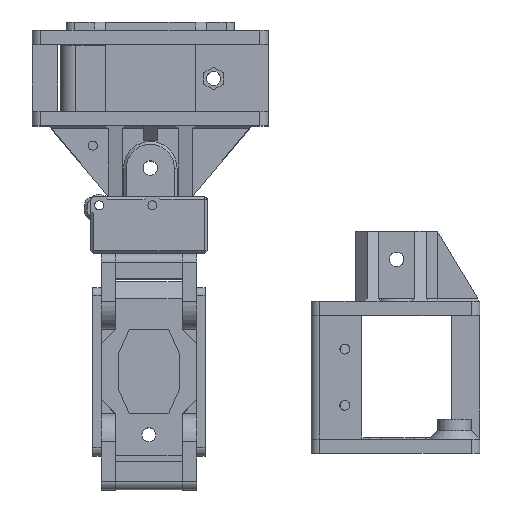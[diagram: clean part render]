
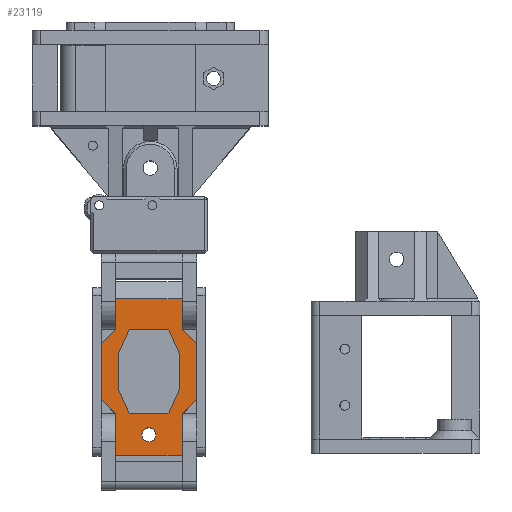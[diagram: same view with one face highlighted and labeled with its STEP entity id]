
A CAD part, top view. The second image highlights one B-rep face of the part: STEP entity #23119.
In plain terms, the highlighted planar face has unit normal (0, 0, 1).
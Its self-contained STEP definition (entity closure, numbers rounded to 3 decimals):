
#201=LINE('',#32894,#2884);
#213=LINE('',#32918,#2896);
#218=LINE('',#32931,#2901);
#222=LINE('',#32939,#2905);
#227=LINE('',#32949,#2910);
#229=LINE('',#32953,#2912);
#231=LINE('',#32958,#2914);
#236=LINE('',#32968,#2919);
#243=LINE('',#32980,#2926);
#245=LINE('',#32984,#2928);
#252=LINE('',#32998,#2935);
#268=LINE('',#33039,#2951);
#279=LINE('',#33060,#2962);
#281=LINE('',#33067,#2964);
#284=LINE('',#33072,#2967);
#285=LINE('',#33074,#2968);
#286=LINE('',#33075,#2969);
#287=LINE('',#33077,#2970);
#288=LINE('',#33079,#2971);
#289=LINE('',#33080,#2972);
#290=LINE('',#33082,#2973);
#291=LINE('',#33084,#2974);
#292=LINE('',#33086,#2975);
#293=LINE('',#33087,#2976);
#2884=VECTOR('',#26372,10.);
#2896=VECTOR('',#26388,10.);
#2901=VECTOR('',#26399,10.);
#2905=VECTOR('',#26405,10.);
#2910=VECTOR('',#26416,10.);
#2912=VECTOR('',#26420,10.);
#2914=VECTOR('',#26424,10.);
#2919=VECTOR('',#26433,10.);
#2926=VECTOR('',#26444,10.);
#2928=VECTOR('',#26450,10.);
#2935=VECTOR('',#26461,10.);
#2951=VECTOR('',#26495,10.);
#2962=VECTOR('',#26510,10.);
#2964=VECTOR('',#26518,10.);
#2967=VECTOR('',#26525,10.);
#2968=VECTOR('',#26526,10.);
#2969=VECTOR('',#26527,10.);
#2970=VECTOR('',#26528,10.);
#2971=VECTOR('',#26529,10.);
#2972=VECTOR('',#26530,10.);
#2973=VECTOR('',#26531,10.);
#2974=VECTOR('',#26532,10.);
#2975=VECTOR('',#26533,10.);
#2976=VECTOR('',#26534,10.);
#5587=PLANE('',#24468);
#6600=FACE_BOUND('',#8465,.T.);
#6601=FACE_BOUND('',#8466,.T.);
#7141=FACE_OUTER_BOUND('',#8464,.T.);
#8464=EDGE_LOOP('',(#16467,#16468,#16469,#16470,#16471,#16472,#16473,#16474,
#16475,#16476,#16477,#16478,#16479,#16480,#16481,#16482));
#8465=EDGE_LOOP('',(#16483,#16484,#16485,#16486,#16487,#16488,#16489,#16490));
#8466=EDGE_LOOP('',(#16491));
#10262=CIRCLE('',#24457,2.5);
#10829=VERTEX_POINT('',#32891);
#10830=VERTEX_POINT('',#32893);
#10839=VERTEX_POINT('',#32915);
#10840=VERTEX_POINT('',#32917);
#10845=VERTEX_POINT('',#32929);
#10848=VERTEX_POINT('',#32937);
#10850=VERTEX_POINT('',#32948);
#10851=VERTEX_POINT('',#32952);
#10852=VERTEX_POINT('',#32956);
#10853=VERTEX_POINT('',#32957);
#10855=VERTEX_POINT('',#32966);
#10856=VERTEX_POINT('',#32967);
#10864=VERTEX_POINT('',#32996);
#10867=VERTEX_POINT('',#33008);
#10879=VERTEX_POINT('',#33036);
#10880=VERTEX_POINT('',#33038);
#10887=VERTEX_POINT('',#33057);
#10888=VERTEX_POINT('',#33059);
#10890=VERTEX_POINT('',#33066);
#10891=VERTEX_POINT('',#33073);
#10892=VERTEX_POINT('',#33076);
#10893=VERTEX_POINT('',#33078);
#10894=VERTEX_POINT('',#33081);
#10895=VERTEX_POINT('',#33083);
#10896=VERTEX_POINT('',#33085);
#13065=EDGE_CURVE('',#10829,#10830,#201,.T.);
#13077=EDGE_CURVE('',#10839,#10840,#213,.T.);
#13084=EDGE_CURVE('',#10845,#10839,#218,.T.);
#13088=EDGE_CURVE('',#10848,#10829,#222,.T.);
#13093=EDGE_CURVE('',#10830,#10850,#227,.T.);
#13095=EDGE_CURVE('',#10850,#10851,#229,.T.);
#13097=EDGE_CURVE('',#10852,#10853,#231,.T.);
#13102=EDGE_CURVE('',#10855,#10856,#236,.T.);
#13109=EDGE_CURVE('',#10852,#10855,#243,.T.);
#13111=EDGE_CURVE('',#10851,#10845,#245,.T.);
#13118=EDGE_CURVE('',#10856,#10864,#252,.T.);
#13123=EDGE_CURVE('',#10867,#10867,#10262,.T.);
#13137=EDGE_CURVE('',#10880,#10879,#268,.T.);
#13148=EDGE_CURVE('',#10888,#10887,#279,.T.);
#13151=EDGE_CURVE('',#10890,#10888,#281,.T.);
#13154=EDGE_CURVE('',#10887,#10840,#284,.T.);
#13155=EDGE_CURVE('',#10891,#10848,#285,.T.);
#13156=EDGE_CURVE('',#10891,#10880,#286,.T.);
#13157=EDGE_CURVE('',#10879,#10892,#287,.T.);
#13158=EDGE_CURVE('',#10892,#10893,#288,.T.);
#13159=EDGE_CURVE('',#10893,#10890,#289,.T.);
#13160=EDGE_CURVE('',#10894,#10864,#290,.T.);
#13161=EDGE_CURVE('',#10895,#10894,#291,.T.);
#13162=EDGE_CURVE('',#10895,#10896,#292,.T.);
#13163=EDGE_CURVE('',#10896,#10853,#293,.T.);
#16467=ORIENTED_EDGE('',*,*,#13154,.T.);
#16468=ORIENTED_EDGE('',*,*,#13077,.F.);
#16469=ORIENTED_EDGE('',*,*,#13084,.F.);
#16470=ORIENTED_EDGE('',*,*,#13111,.F.);
#16471=ORIENTED_EDGE('',*,*,#13095,.F.);
#16472=ORIENTED_EDGE('',*,*,#13093,.F.);
#16473=ORIENTED_EDGE('',*,*,#13065,.F.);
#16474=ORIENTED_EDGE('',*,*,#13088,.F.);
#16475=ORIENTED_EDGE('',*,*,#13155,.F.);
#16476=ORIENTED_EDGE('',*,*,#13156,.T.);
#16477=ORIENTED_EDGE('',*,*,#13137,.T.);
#16478=ORIENTED_EDGE('',*,*,#13157,.T.);
#16479=ORIENTED_EDGE('',*,*,#13158,.T.);
#16480=ORIENTED_EDGE('',*,*,#13159,.T.);
#16481=ORIENTED_EDGE('',*,*,#13151,.T.);
#16482=ORIENTED_EDGE('',*,*,#13148,.T.);
#16483=ORIENTED_EDGE('',*,*,#13118,.T.);
#16484=ORIENTED_EDGE('',*,*,#13160,.F.);
#16485=ORIENTED_EDGE('',*,*,#13161,.F.);
#16486=ORIENTED_EDGE('',*,*,#13162,.T.);
#16487=ORIENTED_EDGE('',*,*,#13163,.T.);
#16488=ORIENTED_EDGE('',*,*,#13097,.F.);
#16489=ORIENTED_EDGE('',*,*,#13109,.T.);
#16490=ORIENTED_EDGE('',*,*,#13102,.T.);
#16491=ORIENTED_EDGE('',*,*,#13123,.F.);
#23119=ADVANCED_FACE('',(#7141,#6600,#6601),#5587,.T.);
#24457=AXIS2_PLACEMENT_3D('',#33009,#26473,#26474);
#24468=AXIS2_PLACEMENT_3D('',#33071,#26523,#26524);
#26372=DIRECTION('',(-1.,0.,0.));
#26388=DIRECTION('',(0.,1.,0.));
#26399=DIRECTION('',(1.,0.,0.));
#26405=DIRECTION('',(0.,1.,0.));
#26416=DIRECTION('',(-0.707,0.707,0.));
#26420=DIRECTION('',(0.,1.,0.));
#26424=DIRECTION('',(0.406,-0.914,0.));
#26433=DIRECTION('',(0.406,0.914,0.));
#26444=DIRECTION('',(0.,1.,0.));
#26450=DIRECTION('',(0.707,0.707,0.));
#26461=DIRECTION('',(1.,0.,0.));
#26473=DIRECTION('center_axis',(0.,0.,
1.));
#26474=DIRECTION('ref_axis',(0.,-1.,0.));
#26495=DIRECTION('',(1.,0.,0.));
#26510=DIRECTION('',(0.,1.,0.));
#26518=DIRECTION('',(-1.,0.,0.));
#26523=DIRECTION('center_axis',(0.,0.,
1.));
#26524=DIRECTION('ref_axis',(0.,-1.,0.));
#26525=DIRECTION('',(-1.,0.,0.));
#26526=DIRECTION('',(-1.,0.,0.));
#26527=DIRECTION('',(0.,1.,0.));
#26528=DIRECTION('',(0.707,0.707,0.));
#26529=DIRECTION('',(0.,1.,0.));
#26530=DIRECTION('',(-0.707,0.707,0.));
#26531=DIRECTION('',(-0.406,0.914,0.));
#26532=DIRECTION('',(0.,1.,0.));
#26533=DIRECTION('',(-0.406,-0.914,0.));
#26534=DIRECTION('',(-1.,0.,0.));
#32891=CARTESIAN_POINT('',(363.7,495.,846.6));
#32893=CARTESIAN_POINT('',(363.5,495.,846.6));
#32894=CARTESIAN_POINT('',(369.5,495.,846.6));
#32915=CARTESIAN_POINT('',(363.7,525.,846.6));
#32917=CARTESIAN_POINT('',(363.7,536.,846.6));
#32918=CARTESIAN_POINT('',(363.7,516.25,846.6));
#32929=CARTESIAN_POINT('',(363.5,525.,846.6));
#32931=CARTESIAN_POINT('',(369.5,525.,846.6));
#32937=CARTESIAN_POINT('',(363.7,480.,846.6));
#32939=CARTESIAN_POINT('',(363.7,493.75,846.6));
#32948=CARTESIAN_POINT('',(358.5,500.,846.6));
#32949=CARTESIAN_POINT('',(363.375,495.125,846.6));
#32952=CARTESIAN_POINT('',(358.5,520.,846.6));
#32953=CARTESIAN_POINT('',(358.5,525.,846.6));
#32956=CARTESIAN_POINT('',(364.5,504.,846.6));
#32957=CARTESIAN_POINT('',(368.5,495.,846.6));
#32958=CARTESIAN_POINT('',(364.5,504.,846.6));
#32966=CARTESIAN_POINT('',(364.5,516.,846.6));
#32967=CARTESIAN_POINT('',(368.5,525.,846.6));
#32968=CARTESIAN_POINT('',(364.5,516.,846.6));
#32980=CARTESIAN_POINT('',(364.5,510.,846.6));
#32984=CARTESIAN_POINT('',(359.625,521.125,846.6));
#32996=CARTESIAN_POINT('',(382.5,525.,846.6));
#32998=CARTESIAN_POINT('',(358.5,525.,846.6));
#33008=CARTESIAN_POINT('',(375.5,485.,846.6));
#33009=CARTESIAN_POINT('Origin',(375.5,487.5,846.6));
#33036=CARTESIAN_POINT('',(387.5,495.,846.6));
#33038=CARTESIAN_POINT('',(387.3,495.,846.6));
#33039=CARTESIAN_POINT('',(381.5,495.,846.6));
#33057=CARTESIAN_POINT('',(387.3,536.,846.6));
#33059=CARTESIAN_POINT('',(387.3,525.,846.6));
#33060=CARTESIAN_POINT('',(387.3,516.25,846.6));
#33066=CARTESIAN_POINT('',(387.5,525.,846.6));
#33067=CARTESIAN_POINT('',(381.5,525.,846.6));
#33071=CARTESIAN_POINT('Origin',(375.5,507.5,846.6));
#33072=CARTESIAN_POINT('',(367.,536.,846.6));
#33073=CARTESIAN_POINT('',(387.3,480.,846.6));
#33074=CARTESIAN_POINT('',(363.5,480.,846.6));
#33075=CARTESIAN_POINT('',(387.3,493.75,846.6));
#33076=CARTESIAN_POINT('',(392.5,500.,846.6));
#33077=CARTESIAN_POINT('',(387.625,495.125,846.6));
#33078=CARTESIAN_POINT('',(392.5,520.,846.6));
#33079=CARTESIAN_POINT('',(392.5,525.,846.6));
#33080=CARTESIAN_POINT('',(391.375,521.125,846.6));
#33081=CARTESIAN_POINT('',(386.5,516.,846.6));
#33082=CARTESIAN_POINT('',(386.5,516.,846.6));
#33083=CARTESIAN_POINT('',(386.5,504.,846.6));
#33084=CARTESIAN_POINT('',(386.5,510.,846.6));
#33085=CARTESIAN_POINT('',(382.5,495.,846.6));
#33086=CARTESIAN_POINT('',(386.5,504.,846.6));
#33087=CARTESIAN_POINT('',(363.5,495.,846.6));
